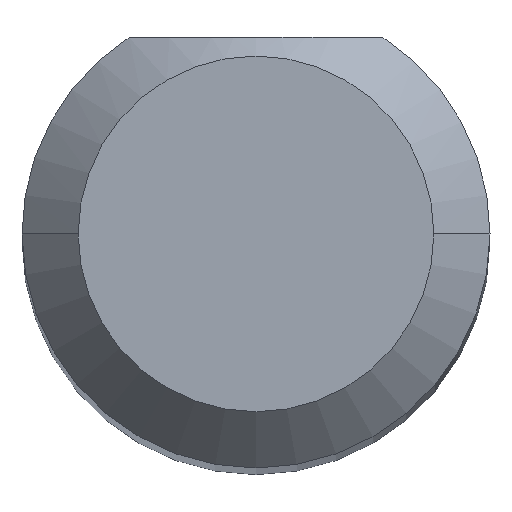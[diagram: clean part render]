
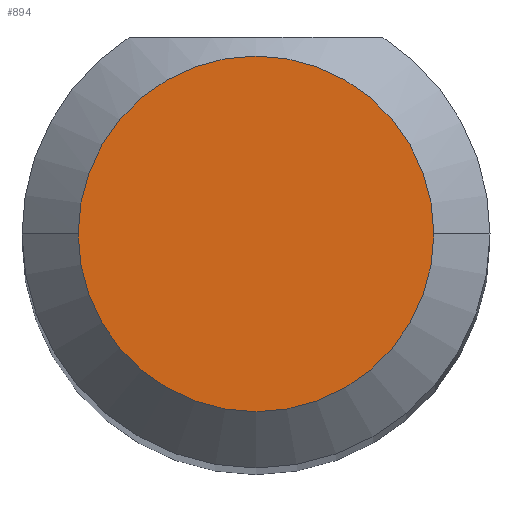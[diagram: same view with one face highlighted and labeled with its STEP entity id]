
A CAD part, top view. The second image highlights one B-rep face of the part: STEP entity #894.
In plain terms, the highlighted planar face has unit normal (0, 0, 1).
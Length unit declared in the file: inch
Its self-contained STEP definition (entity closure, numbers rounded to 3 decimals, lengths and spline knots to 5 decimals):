
#12 = AXIS2_PLACEMENT_3D ( 'NONE', #641, #393, #988 ) ;
#49 = DIRECTION ( 'NONE',  ( 1., 0., 0. ) ) ;
#167 = EDGE_CURVE ( 'NONE', #566, #815, #224, .T. ) ;
#170 = AXIS2_PLACEMENT_3D ( 'NONE', #752, #322, #1094 ) ;
#224 = CIRCLE ( 'NONE', #170, 0.0475 ) ;
#231 = CARTESIAN_POINT ( 'NONE',  ( 0.0475, 0., 1.5 ) ) ;
#322 = DIRECTION ( 'NONE',  ( 0., 0., 1. ) ) ;
#379 = ORIENTED_EDGE ( 'NONE', *, *, #794, .T. ) ;
#393 = DIRECTION ( 'NONE',  ( 0., 0., 1. ) ) ;
#552 = ORIENTED_EDGE ( 'NONE', *, *, #167, .T. ) ;
#561 = AXIS2_PLACEMENT_3D ( 'NONE', #658, #743, #49 ) ;
#566 = VERTEX_POINT ( 'NONE', #231 ) ;
#620 = EDGE_LOOP ( 'NONE', ( #379, #552 ) ) ;
#641 = CARTESIAN_POINT ( 'NONE',  ( 0., 0., 1.5 ) ) ;
#658 = CARTESIAN_POINT ( 'NONE',  ( 0., 0., 1.5 ) ) ;
#662 = PLANE ( 'NONE',  #12 ) ;
#743 = DIRECTION ( 'NONE',  ( 0., 0., 1. ) ) ;
#752 = CARTESIAN_POINT ( 'NONE',  ( 0., 0., 1.5 ) ) ;
#794 = EDGE_CURVE ( 'NONE', #815, #566, #873, .T. ) ;
#815 = VERTEX_POINT ( 'NONE', #983 ) ;
#873 = CIRCLE ( 'NONE', #561, 0.0475 ) ;
#894 = ADVANCED_FACE ( 'NONE', ( #1001 ), #662, .T. ) ;
#983 = CARTESIAN_POINT ( 'NONE',  ( -0.0475, 0., 1.5 ) ) ;
#988 = DIRECTION ( 'NONE',  ( 1., 0., 0. ) ) ;
#1001 = FACE_OUTER_BOUND ( 'NONE', #620, .T. ) ;
#1094 = DIRECTION ( 'NONE',  ( 1., 0., 0. ) ) ;
